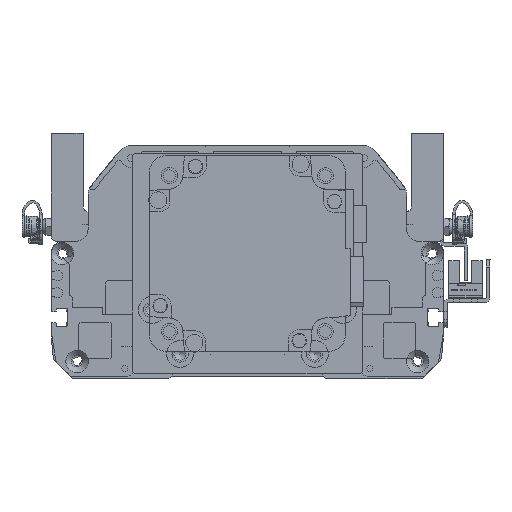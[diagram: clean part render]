
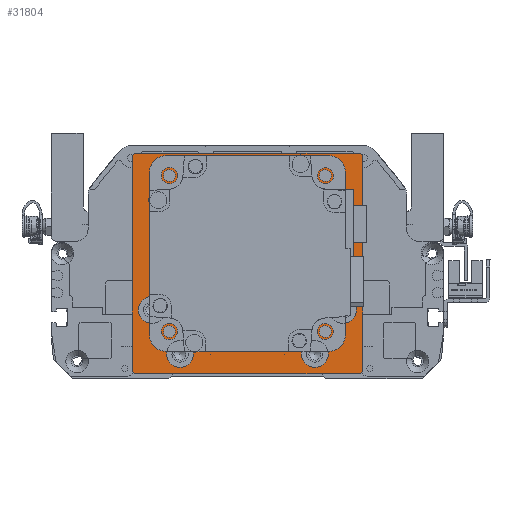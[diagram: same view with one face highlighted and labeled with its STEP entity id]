
A CAD part, front view. The second image highlights one B-rep face of the part: STEP entity #31804.
In plain terms, the highlighted face is planar.
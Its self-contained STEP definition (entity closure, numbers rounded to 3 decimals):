
#2016=FACE_BOUND('',#6912,.T.);
#2017=FACE_BOUND('',#6913,.T.);
#2018=FACE_BOUND('',#6914,.T.);
#2019=FACE_BOUND('',#6915,.T.);
#2020=FACE_BOUND('',#6916,.T.);
#2021=FACE_BOUND('',#6917,.T.);
#2022=FACE_BOUND('',#6918,.T.);
#2023=FACE_BOUND('',#6919,.T.);
#2024=FACE_BOUND('',#6920,.T.);
#2669=PLANE('',#35287);
#4961=FACE_OUTER_BOUND('',#6911,.T.);
#6911=EDGE_LOOP('',(#29039,#29040,#29041,#29042,#29043,#29044,#29045,#29046));
#6912=EDGE_LOOP('',(#29047));
#6913=EDGE_LOOP('',(#29048));
#6914=EDGE_LOOP('',(#29049));
#6915=EDGE_LOOP('',(#29050));
#6916=EDGE_LOOP('',(#29051));
#6917=EDGE_LOOP('',(#29052));
#6918=EDGE_LOOP('',(#29053));
#6919=EDGE_LOOP('',(#29054));
#6920=EDGE_LOOP('',(#29055));
#9343=LINE('',#56507,#11798);
#9345=LINE('',#56511,#11800);
#9348=LINE('',#56517,#11803);
#9349=LINE('',#56519,#11804);
#9350=LINE('',#56521,#11805);
#9351=LINE('',#56523,#11806);
#9352=LINE('',#56525,#11807);
#9353=LINE('',#56526,#11808);
#11798=VECTOR('',#43508,10.);
#11800=VECTOR('',#43512,10.);
#11803=VECTOR('',#43517,10.);
#11804=VECTOR('',#43518,10.);
#11805=VECTOR('',#43519,10.);
#11806=VECTOR('',#43520,10.);
#11807=VECTOR('',#43521,10.);
#11808=VECTOR('',#43522,10.);
#13436=CIRCLE('',#35288,35.);
#13437=CIRCLE('',#35289,2.459);
#13438=CIRCLE('',#35290,2.459);
#13439=CIRCLE('',#35291,2.459);
#13440=CIRCLE('',#35292,2.459);
#13441=CIRCLE('',#35293,5.5);
#13442=CIRCLE('',#35294,5.5);
#13443=CIRCLE('',#35295,5.5);
#13444=CIRCLE('',#35296,5.5);
#16264=VERTEX_POINT('',#56504);
#16265=VERTEX_POINT('',#56506);
#16266=VERTEX_POINT('',#56510);
#16268=VERTEX_POINT('',#56516);
#16269=VERTEX_POINT('',#56518);
#16270=VERTEX_POINT('',#56520);
#16271=VERTEX_POINT('',#56522);
#16272=VERTEX_POINT('',#56524);
#16273=VERTEX_POINT('',#56527);
#16274=VERTEX_POINT('',#56529);
#16275=VERTEX_POINT('',#56531);
#16276=VERTEX_POINT('',#56533);
#16277=VERTEX_POINT('',#56535);
#16278=VERTEX_POINT('',#56537);
#16279=VERTEX_POINT('',#56539);
#16280=VERTEX_POINT('',#56541);
#16281=VERTEX_POINT('',#56543);
#20586=EDGE_CURVE('',#16264,#16265,#9343,.T.);
#20588=EDGE_CURVE('',#16266,#16265,#9345,.T.);
#20591=EDGE_CURVE('',#16264,#16268,#9348,.T.);
#20592=EDGE_CURVE('',#16269,#16268,#9349,.T.);
#20593=EDGE_CURVE('',#16269,#16270,#9350,.T.);
#20594=EDGE_CURVE('',#16271,#16270,#9351,.T.);
#20595=EDGE_CURVE('',#16271,#16272,#9352,.T.);
#20596=EDGE_CURVE('',#16266,#16272,#9353,.T.);
#20597=EDGE_CURVE('',#16273,#16273,#13436,.T.);
#20598=EDGE_CURVE('',#16274,#16274,#13437,.T.);
#20599=EDGE_CURVE('',#16275,#16275,#13438,.T.);
#20600=EDGE_CURVE('',#16276,#16276,#13439,.T.);
#20601=EDGE_CURVE('',#16277,#16277,#13440,.T.);
#20602=EDGE_CURVE('',#16278,#16278,#13441,.T.);
#20603=EDGE_CURVE('',#16279,#16279,#13442,.T.);
#20604=EDGE_CURVE('',#16280,#16280,#13443,.T.);
#20605=EDGE_CURVE('',#16281,#16281,#13444,.T.);
#29039=ORIENTED_EDGE('',*,*,#20586,.F.);
#29040=ORIENTED_EDGE('',*,*,#20591,.T.);
#29041=ORIENTED_EDGE('',*,*,#20592,.F.);
#29042=ORIENTED_EDGE('',*,*,#20593,.T.);
#29043=ORIENTED_EDGE('',*,*,#20594,.F.);
#29044=ORIENTED_EDGE('',*,*,#20595,.T.);
#29045=ORIENTED_EDGE('',*,*,#20596,.F.);
#29046=ORIENTED_EDGE('',*,*,#20588,.T.);
#29047=ORIENTED_EDGE('',*,*,#20597,.T.);
#29048=ORIENTED_EDGE('',*,*,#20598,.T.);
#29049=ORIENTED_EDGE('',*,*,#20599,.T.);
#29050=ORIENTED_EDGE('',*,*,#20600,.T.);
#29051=ORIENTED_EDGE('',*,*,#20601,.T.);
#29052=ORIENTED_EDGE('',*,*,#20602,.T.);
#29053=ORIENTED_EDGE('',*,*,#20603,.T.);
#29054=ORIENTED_EDGE('',*,*,#20604,.T.);
#29055=ORIENTED_EDGE('',*,*,#20605,.T.);
#31804=ADVANCED_FACE('',(#4961,#2016,#2017,#2018,#2019,#2020,#2021,#2022,
#2023,#2024),#2669,.T.);
#35287=AXIS2_PLACEMENT_3D('',#56515,#43515,#43516);
#35288=AXIS2_PLACEMENT_3D('',#56528,#43523,#43524);
#35289=AXIS2_PLACEMENT_3D('',#56530,#43525,#43526);
#35290=AXIS2_PLACEMENT_3D('',#56532,#43527,#43528);
#35291=AXIS2_PLACEMENT_3D('',#56534,#43529,#43530);
#35292=AXIS2_PLACEMENT_3D('',#56536,#43531,#43532);
#35293=AXIS2_PLACEMENT_3D('',#56538,#43533,#43534);
#35294=AXIS2_PLACEMENT_3D('',#56540,#43535,#43536);
#35295=AXIS2_PLACEMENT_3D('',#56542,#43537,#43538);
#35296=AXIS2_PLACEMENT_3D('',#56544,#43539,#43540);
#43508=DIRECTION('',(0.707,0.707,0.));
#43512=DIRECTION('',(-1.,0.,0.));
#43515=DIRECTION('center_axis',(0.,0.,1.));
#43516=DIRECTION('ref_axis',(1.,0.,0.));
#43517=DIRECTION('',(0.,-1.,0.));
#43518=DIRECTION('',(-0.707,0.707,0.));
#43519=DIRECTION('',(1.,0.,0.));
#43520=DIRECTION('',(-0.707,-0.707,0.));
#43521=DIRECTION('',(0.,1.,0.));
#43522=DIRECTION('',(0.707,-0.707,0.));
#43523=DIRECTION('center_axis',(0.,0.,-1.));
#43524=DIRECTION('ref_axis',(1.,0.,0.));
#43525=DIRECTION('center_axis',(0.,0.,-1.));
#43526=DIRECTION('ref_axis',(1.,0.,0.));
#43527=DIRECTION('center_axis',(0.,0.,-1.));
#43528=DIRECTION('ref_axis',(1.,0.,0.));
#43529=DIRECTION('center_axis',(0.,0.,-1.));
#43530=DIRECTION('ref_axis',(1.,0.,0.));
#43531=DIRECTION('center_axis',(0.,0.,-1.));
#43532=DIRECTION('ref_axis',(1.,0.,0.));
#43533=DIRECTION('center_axis',(0.,0.,-1.));
#43534=DIRECTION('ref_axis',(1.,0.,0.));
#43535=DIRECTION('center_axis',(0.,0.,-1.));
#43536=DIRECTION('ref_axis',(1.,0.,0.));
#43537=DIRECTION('center_axis',(0.,0.,-1.));
#43538=DIRECTION('ref_axis',(1.,0.,0.));
#43539=DIRECTION('center_axis',(0.,0.,-1.));
#43540=DIRECTION('ref_axis',(1.,0.,0.));
#56504=CARTESIAN_POINT('',(-47.,44.5,76.));
#56506=CARTESIAN_POINT('',(-46.,45.5,76.));
#56507=CARTESIAN_POINT('',(-46.125,45.375,76.));
#56510=CARTESIAN_POINT('',(46.,45.5,76.));
#56511=CARTESIAN_POINT('',(47.,45.5,76.));
#56515=CARTESIAN_POINT('Origin',(0.,0.,
76.));
#56516=CARTESIAN_POINT('',(-47.,-43.5,76.));
#56517=CARTESIAN_POINT('',(-47.,44.5,76.));
#56518=CARTESIAN_POINT('',(-46.,-44.5,76.));
#56519=CARTESIAN_POINT('',(-45.875,-44.625,76.));
#56520=CARTESIAN_POINT('',(46.,-44.5,76.));
#56521=CARTESIAN_POINT('',(-47.,-44.5,76.));
#56522=CARTESIAN_POINT('',(47.,-43.5,76.));
#56523=CARTESIAN_POINT('',(45.875,-44.625,76.));
#56524=CARTESIAN_POINT('',(47.,44.5,76.));
#56525=CARTESIAN_POINT('',(47.,-44.5,76.));
#56526=CARTESIAN_POINT('',(46.125,45.375,76.));
#56527=CARTESIAN_POINT('',(-35.,4.5,76.));
#56528=CARTESIAN_POINT('Origin',(0.,4.5,76.));
#56529=CARTESIAN_POINT('',(29.361,-27.32,76.));
#56530=CARTESIAN_POINT('Origin',(31.82,-27.32,76.));
#56531=CARTESIAN_POINT('',(29.361,36.32,76.));
#56532=CARTESIAN_POINT('Origin',(31.82,36.32,76.));
#56533=CARTESIAN_POINT('',(-34.278,36.32,76.));
#56534=CARTESIAN_POINT('Origin',(-31.82,36.32,76.));
#56535=CARTESIAN_POINT('',(-34.278,-27.32,76.));
#56536=CARTESIAN_POINT('Origin',(-31.82,-27.32,76.));
#56537=CARTESIAN_POINT('',(-44.5,-18.5,76.));
#56538=CARTESIAN_POINT('Origin',(-39.,-18.5,76.));
#56539=CARTESIAN_POINT('',(33.5,-18.5,76.));
#56540=CARTESIAN_POINT('Origin',(39.,-18.5,76.));
#56541=CARTESIAN_POINT('',(22.,-36.5,76.));
#56542=CARTESIAN_POINT('Origin',(27.5,-36.5,76.));
#56543=CARTESIAN_POINT('',(-33.,-36.5,76.));
#56544=CARTESIAN_POINT('Origin',(-27.5,-36.5,76.));
